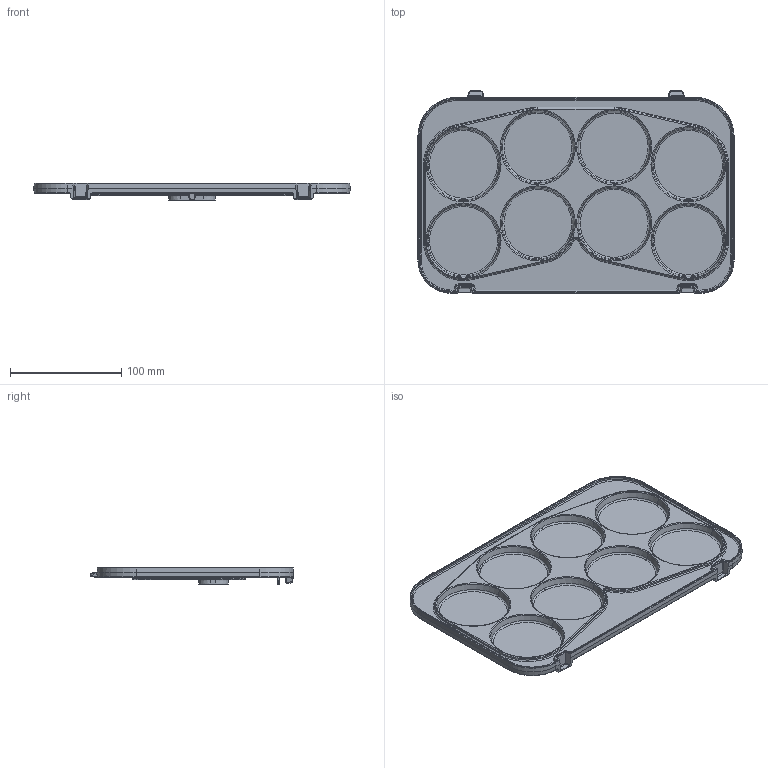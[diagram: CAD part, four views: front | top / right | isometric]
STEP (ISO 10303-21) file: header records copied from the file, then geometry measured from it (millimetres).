
FILE_DESCRIPTION((''),'2;1');
FILE_NAME('C266-25A-BAKEMEAT_UPPERPLATE','2019-01-21T',('tkl'),(''),'PRO/ENGINEER BY PARAMETRIC TECHNOLOGY CORPORATION, 2010280','PRO/ENGINEER BY PARAMETRIC TECHNOLOGY CORPORATION, 2010280','');
FILE_SCHEMA(('CONFIG_CONTROL_DESIGN'));
Products named in the file (1): C266-25A-BAKEMEAT_UPPERPLATE
Bounding box: 284 x 181.93 x 15.35 mm (x, y, z)
Volume: 140515.9 mm3; surface area: 129478.9 mm2
Topology: 1 solids, 1 shells, 971 faces, 2224 edges, 1264 vertices
Faces by surface type: bspline 303, cylinder 248, torus 180, plane 132, cone 88, sphere 20
Entity records: 42507 total; most frequent: CARTESIAN_POINT 22492, ORIENTED_EDGE 4440, DIRECTION 3935, EDGE_CURVE 2220, AXIS2_PLACEMENT_3D 1654, VERTEX_POINT 1264, CIRCLE 986, EDGE_LOOP 984
